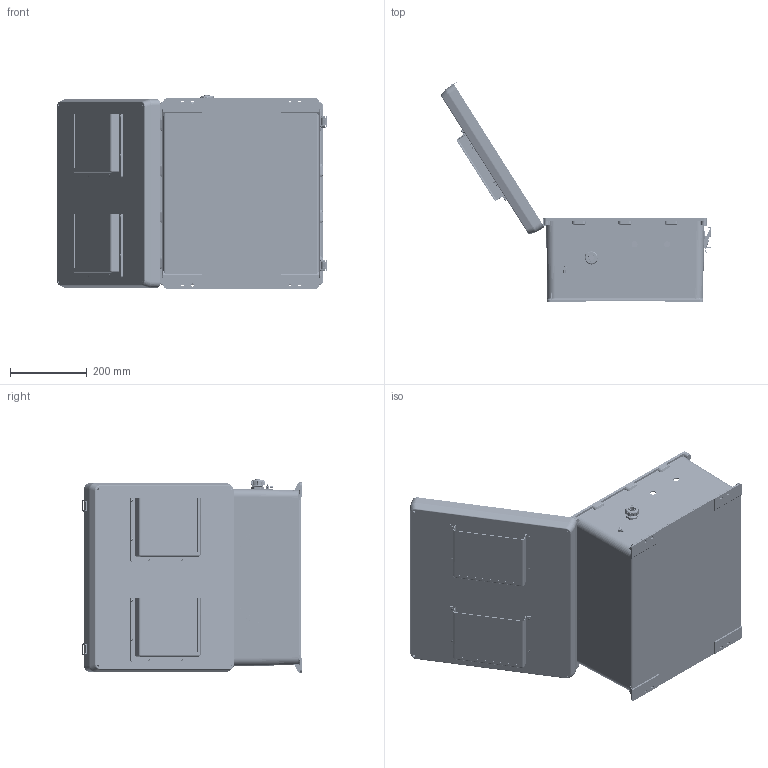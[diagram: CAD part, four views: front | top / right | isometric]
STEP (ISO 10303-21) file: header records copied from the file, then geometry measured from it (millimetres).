
FILE_DESCRIPTION (( 'STEP AP214' ), '1' );
FILE_NAME ('TEF181608-40V.STEP', '2019-05-10T12:17:17', ( '' ), ( '' ), 'SwSTEP 2.0', 'SolidWorks 2018', '' );
FILE_SCHEMA (( 'AUTOMOTIVE_DESIGN' ));
Length unit declared in the file: inch
Products named in the file (29): XFS-0017; NB181608-Box; XCT-0011; XFR-0005; NB181608-DoorClasp-1; TEF181608-40V; NB181608-DoorClasp-2; XMH-0005; NB181608-Lid-Vented; Fan Screen-120x120 ALUM; X-ASSY-HYP218-2; XM220-01-UL; NB181608-Hinge; XF903-01; XFN-0002; XFW-0004; XCT-0005; NEMA_18_GroundWire; XFS-0065; XF513-01; XF685-01; XFN-0005; XFN-0003; 10-32 NEMA PLATE SCREW; XFW-0002; XFS-0026; XCT-0010; XFS-0023_92470A148; XC-0003
Assembly tree (68 placements, depth 2):
  TEF181608-40V
    NB181608-Box
    NB181608-Hinge  x2
    NB181608-Lid-Vented
    NB181608-DoorClasp-1  x2
    NB181608-DoorClasp-2  x2
    XF685-01
    10-32 NEMA PLATE SCREW  x4
    XFS-0017  x3
    XCT-0011
    XCT-0010
    XFN-0003  x2
    XC-0003
    XCT-0005
    XFW-0002
    XFS-0026
    XF513-01
    XFS-0065
    X-ASSY-HYP218-2
    XFW-0004  x2
    XFN-0005
    XM220-01-UL  x2
    XFN-0002  x8
    Fan Screen-120x120 ALUM  x2
    XF903-01  x4
    NEMA_18_GroundWire
    XMH-0005
    XFR-0005  x12
    XFS-0023_92470A148  x8
Bounding box: 703.32 x 571.16 x 502.84 mm (x, y, z)
Volume: 3689224.8 mm3; surface area: 2395230.8 mm2
Topology: 74 solids, 75 shells, 6231 faces, 16609 edges, 10561 vertices
Faces by surface type: cylinder 2897, plane 1707, cone 987, bspline 336, torus 284, sphere 20
Entity records: 143509 total; most frequent: CARTESIAN_POINT 43737, ORIENTED_EDGE 18802, DIRECTION 18102, EDGE_CURVE 9401, AXIS2_PLACEMENT_3D 6816, VERTEX_POINT 5963, EDGE_LOOP 4580, LINE 4470
